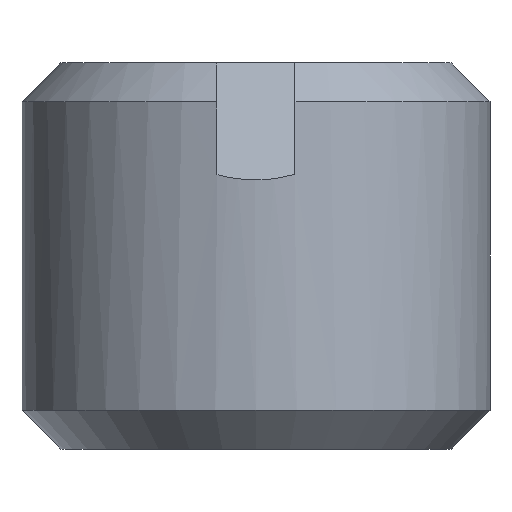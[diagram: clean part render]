
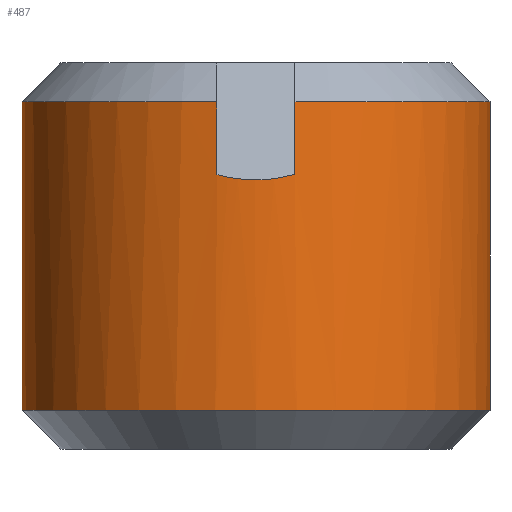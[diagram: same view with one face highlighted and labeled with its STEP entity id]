
A CAD part, front view. The second image highlights one B-rep face of the part: STEP entity #487.
In plain terms, the highlighted cylindrical face has radius 3 mm (diameter 6 mm), a partial arc.
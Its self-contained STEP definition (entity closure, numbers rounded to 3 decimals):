
#22 = CARTESIAN_POINT ( 'NONE',  ( 3., 0., 1.975 ) ) ;
#34 = DIRECTION ( 'NONE',  ( -1., 0., 0. ) ) ;
#38 = EDGE_CURVE ( 'NONE', #1146, #910, #250, .T. ) ;
#40 = CARTESIAN_POINT ( 'NONE',  ( 0., 0., 2.475 ) ) ;
#44 = CIRCLE ( 'NONE', #516, 3. ) ;
#59 = VECTOR ( 'NONE', #67, 1000. ) ;
#67 = DIRECTION ( 'NONE',  ( 0., 0., -1. ) ) ;
#85 = AXIS2_PLACEMENT_3D ( 'NONE', #711, #546, #888 ) ;
#87 = LINE ( 'NONE', #535, #406 ) ;
#122 = CARTESIAN_POINT ( 'NONE',  ( 0.5, -2.958, 2.475 ) ) ;
#129 = ORIENTED_EDGE ( 'NONE', *, *, #510, .T. ) ;
#135 = CARTESIAN_POINT ( 'NONE',  ( 3., 0., 2.475 ) ) ;
#140 = CIRCLE ( 'NONE', #258, 3. ) ;
#144 = CARTESIAN_POINT ( 'NONE',  ( -0.5, -2.958, 1.045 ) ) ;
#162 = EDGE_CURVE ( 'NONE', #910, #701, #140, .T. ) ;
#166 =( BOUNDED_CURVE ( )  B_SPLINE_CURVE ( 3, ( #744, #514, #402, #144 ),
 .UNSPECIFIED., .F., .F. ) 
 B_SPLINE_CURVE_WITH_KNOTS ( ( 4, 4 ),
 ( 6.116, 6.451 ),
 .UNSPECIFIED. ) 
 CURVE ( )  GEOMETRIC_REPRESENTATION_ITEM ( )  RATIONAL_B_SPLINE_CURVE ( ( 1., 0.991, 0.991, 1. ) ) 
 REPRESENTATION_ITEM ( '' )  );
#200 = ORIENTED_EDGE ( 'NONE', *, *, #627, .T. ) ;
#236 = VERTEX_POINT ( 'NONE', #954 ) ;
#250 = LINE ( 'NONE', #135, #702 ) ;
#258 = AXIS2_PLACEMENT_3D ( 'NONE', #518, #868, #1138 ) ;
#269 = CARTESIAN_POINT ( 'NONE',  ( -3., 0., -1.975 ) ) ;
#291 = AXIS2_PLACEMENT_3D ( 'NONE', #40, #659, #34 ) ;
#302 = LINE ( 'NONE', #122, #1058 ) ;
#303 = FACE_OUTER_BOUND ( 'NONE', #354, .T. ) ;
#309 = DIRECTION ( 'NONE',  ( 0., 0., -1. ) ) ;
#310 = CARTESIAN_POINT ( 'NONE',  ( -0.5, -2.958, 1.975 ) ) ;
#354 = EDGE_LOOP ( 'NONE', ( #958, #200, #1155, #472, #938, #739, #129, #681 ) ) ;
#377 = DIRECTION ( 'NONE',  ( 0., 0., 1. ) ) ;
#385 = EDGE_CURVE ( 'NONE', #890, #918, #87, .T. ) ;
#402 = CARTESIAN_POINT ( 'NONE',  ( -0.168, -3.014, 0.951 ) ) ;
#406 = VECTOR ( 'NONE', #377, 1000. ) ;
#411 = CARTESIAN_POINT ( 'NONE',  ( 0., 0., 1.975 ) ) ;
#430 = CARTESIAN_POINT ( 'NONE',  ( -3., 0., 2.475 ) ) ;
#472 = ORIENTED_EDGE ( 'NONE', *, *, #922, .T. ) ;
#487 = ADVANCED_FACE ( 'NONE', ( #303 ), #586, .T. ) ;
#497 = CARTESIAN_POINT ( 'NONE',  ( 3., 0., -1.975 ) ) ;
#501 = DIRECTION ( 'NONE',  ( 0., 0., -1. ) ) ;
#510 = EDGE_CURVE ( 'NONE', #545, #701, #1109, .T. ) ;
#514 = CARTESIAN_POINT ( 'NONE',  ( 0.168, -3.014, 0.951 ) ) ;
#516 = AXIS2_PLACEMENT_3D ( 'NONE', #411, #501, #940 ) ;
#518 = CARTESIAN_POINT ( 'NONE',  ( 0., 0., -1.975 ) ) ;
#529 = CARTESIAN_POINT ( 'NONE',  ( 0.5, -2.958, 1.045 ) ) ;
#535 = CARTESIAN_POINT ( 'NONE',  ( -0.5, -2.958, 2.475 ) ) ;
#545 = VERTEX_POINT ( 'NONE', #951 ) ;
#546 = DIRECTION ( 'NONE',  ( 0., 0., -1. ) ) ;
#586 = CYLINDRICAL_SURFACE ( 'NONE', #291, 3. ) ;
#627 = EDGE_CURVE ( 'NONE', #1146, #236, #727, .T. ) ;
#659 = DIRECTION ( 'NONE',  ( 0., 0., -1. ) ) ;
#666 = DIRECTION ( 'NONE',  ( 0., 0., 1. ) ) ;
#681 = ORIENTED_EDGE ( 'NONE', *, *, #162, .F. ) ;
#701 = VERTEX_POINT ( 'NONE', #269 ) ;
#702 = VECTOR ( 'NONE', #309, 1000. ) ;
#711 = CARTESIAN_POINT ( 'NONE',  ( 0., 0., 1.975 ) ) ;
#727 = CIRCLE ( 'NONE', #85, 3. ) ;
#739 = ORIENTED_EDGE ( 'NONE', *, *, #917, .T. ) ;
#744 = CARTESIAN_POINT ( 'NONE',  ( 0.5, -2.958, 1.045 ) ) ;
#745 = CARTESIAN_POINT ( 'NONE',  ( -0.5, -2.958, 1.045 ) ) ;
#841 = EDGE_CURVE ( 'NONE', #985, #236, #302, .T. ) ;
#868 = DIRECTION ( 'NONE',  ( 0., 0., -1. ) ) ;
#888 = DIRECTION ( 'NONE',  ( 1., 0., 0. ) ) ;
#890 = VERTEX_POINT ( 'NONE', #745 ) ;
#910 = VERTEX_POINT ( 'NONE', #497 ) ;
#917 = EDGE_CURVE ( 'NONE', #918, #545, #44, .T. ) ;
#918 = VERTEX_POINT ( 'NONE', #310 ) ;
#922 = EDGE_CURVE ( 'NONE', #985, #890, #166, .T. ) ;
#938 = ORIENTED_EDGE ( 'NONE', *, *, #385, .T. ) ;
#940 = DIRECTION ( 'NONE',  ( 1., 0., 0. ) ) ;
#951 = CARTESIAN_POINT ( 'NONE',  ( -3., 0., 1.975 ) ) ;
#954 = CARTESIAN_POINT ( 'NONE',  ( 0.5, -2.958, 1.975 ) ) ;
#958 = ORIENTED_EDGE ( 'NONE', *, *, #38, .F. ) ;
#985 = VERTEX_POINT ( 'NONE', #529 ) ;
#1058 = VECTOR ( 'NONE', #666, 1000. ) ;
#1109 = LINE ( 'NONE', #430, #59 ) ;
#1138 = DIRECTION ( 'NONE',  ( 1., 0., 0. ) ) ;
#1146 = VERTEX_POINT ( 'NONE', #22 ) ;
#1155 = ORIENTED_EDGE ( 'NONE', *, *, #841, .F. ) ;
